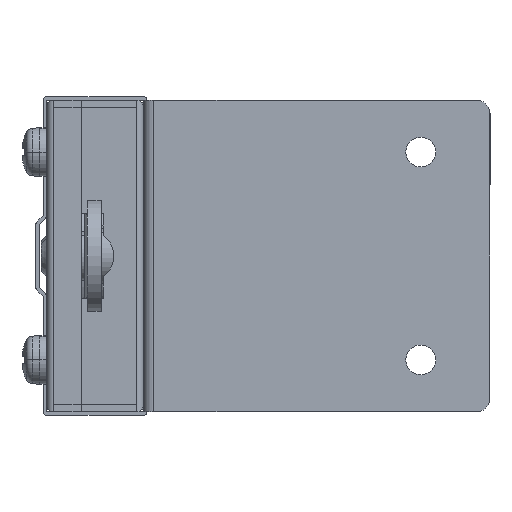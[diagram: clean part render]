
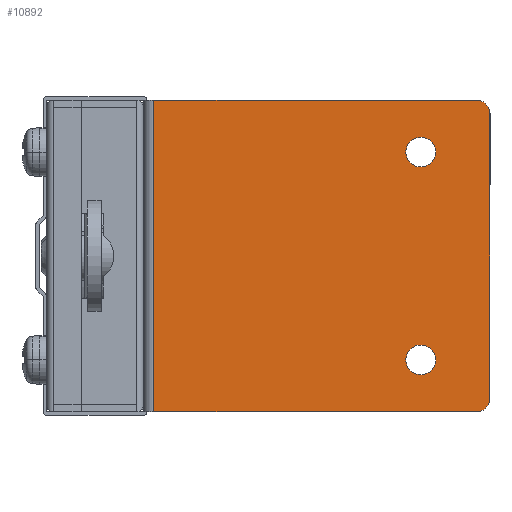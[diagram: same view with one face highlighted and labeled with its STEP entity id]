
A CAD part, left-side view. The second image highlights one B-rep face of the part: STEP entity #10892.
In plain terms, the highlighted face is planar.
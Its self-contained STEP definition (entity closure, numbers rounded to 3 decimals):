
#95 = CARTESIAN_POINT ( 'NONE',  ( 22.5, 0., 11. ) ) ;
#487 = LINE ( 'NONE', #11774, #5564 ) ;
#595 = DIRECTION ( 'NONE',  ( 0., 1., 0. ) ) ;
#653 = ORIENTED_EDGE ( 'NONE', *, *, #13002, .F. ) ;
#670 = CARTESIAN_POINT ( 'NONE',  ( -15., -40., 11. ) ) ;
#679 = FACE_BOUND ( 'NONE', #9496, .T. ) ;
#726 = VERTEX_POINT ( 'NONE', #14062 ) ;
#751 = AXIS2_PLACEMENT_3D ( 'NONE', #8769, #13122, #4213 ) ;
#878 = ORIENTED_EDGE ( 'NONE', *, *, #10753, .T. ) ;
#1306 = LINE ( 'NONE', #95, #3054 ) ;
#1338 = CARTESIAN_POINT ( 'NONE',  ( 12.85, -40., 11. ) ) ;
#1714 = CIRCLE ( 'NONE', #11425, 2.15 ) ;
#1895 = FACE_BOUND ( 'NONE', #2120, .T. ) ;
#2120 = EDGE_LOOP ( 'NONE', ( #13580, #11227 ) ) ;
#2458 = CIRCLE ( 'NONE', #5410, 2. ) ;
#2486 = CARTESIAN_POINT ( 'NONE',  ( 22.5, -50., 11. ) ) ;
#2514 = DIRECTION ( 'NONE',  ( 1., 0., 0. ) ) ;
#2517 = EDGE_CURVE ( 'NONE', #9037, #6033, #12002, .T. ) ;
#2544 = DIRECTION ( 'NONE',  ( 0., -1., 0. ) ) ;
#2713 = VERTEX_POINT ( 'NONE', #12160 ) ;
#2802 = DIRECTION ( 'NONE',  ( 1., 0., 0. ) ) ;
#2822 = EDGE_CURVE ( 'NONE', #8141, #6657, #10112, .T. ) ;
#2950 = EDGE_CURVE ( 'NONE', #6033, #9037, #1714, .T. ) ;
#2957 = AXIS2_PLACEMENT_3D ( 'NONE', #6148, #12916, #8369 ) ;
#3008 = ORIENTED_EDGE ( 'NONE', *, *, #3304, .T. ) ;
#3054 = VECTOR ( 'NONE', #2544, 1000. ) ;
#3248 = DIRECTION ( 'NONE',  ( 1., 0., 0. ) ) ;
#3304 = EDGE_CURVE ( 'NONE', #6657, #2713, #5726, .T. ) ;
#3674 = DIRECTION ( 'NONE',  ( -1., 0., 0. ) ) ;
#3732 = ORIENTED_EDGE ( 'NONE', *, *, #13872, .F. ) ;
#3854 = AXIS2_PLACEMENT_3D ( 'NONE', #13249, #4379, #11171 ) ;
#3926 = DIRECTION ( 'NONE',  ( 0., 0., 1. ) ) ;
#3993 = CARTESIAN_POINT ( 'NONE',  ( 22.5, -48., 11. ) ) ;
#4023 = EDGE_LOOP ( 'NONE', ( #653, #878, #8937, #3008, #3732, #7340 ) ) ;
#4213 = DIRECTION ( 'NONE',  ( 0., 1., 0. ) ) ;
#4379 = DIRECTION ( 'NONE',  ( 0., 0., 1. ) ) ;
#5084 = DIRECTION ( 'NONE',  ( -1., 0., 0. ) ) ;
#5410 = AXIS2_PLACEMENT_3D ( 'NONE', #13852, #3926, #595 ) ;
#5564 = VECTOR ( 'NONE', #5084, 1000. ) ;
#5726 = CIRCLE ( 'NONE', #3854, 2. ) ;
#5847 = CARTESIAN_POINT ( 'NONE',  ( -15., -40., 11. ) ) ;
#6033 = VERTEX_POINT ( 'NONE', #7733 ) ;
#6148 = CARTESIAN_POINT ( 'NONE',  ( 15., -40., 11. ) ) ;
#6220 = PLANE ( 'NONE',  #751 ) ;
#6417 = EDGE_CURVE ( 'NONE', #8592, #9877, #8802, .T. ) ;
#6515 = VERTEX_POINT ( 'NONE', #13064 ) ;
#6517 = ORIENTED_EDGE ( 'NONE', *, *, #2517, .F. ) ;
#6575 = CARTESIAN_POINT ( 'NONE',  ( 15., -40., 11. ) ) ;
#6657 = VERTEX_POINT ( 'NONE', #11283 ) ;
#6667 = DIRECTION ( 'NONE',  ( 0., 0., 1. ) ) ;
#6894 = CARTESIAN_POINT ( 'NONE',  ( -12.85, -40., 11. ) ) ;
#7119 = VECTOR ( 'NONE', #11239, 1000. ) ;
#7340 = ORIENTED_EDGE ( 'NONE', *, *, #9215, .T. ) ;
#7733 = CARTESIAN_POINT ( 'NONE',  ( -17.15, -40., 11. ) ) ;
#7776 = VECTOR ( 'NONE', #3674, 1000. ) ;
#7982 = AXIS2_PLACEMENT_3D ( 'NONE', #670, #10599, #2802 ) ;
#8141 = VERTEX_POINT ( 'NONE', #12926 ) ;
#8369 = DIRECTION ( 'NONE',  ( 1., 0., 0. ) ) ;
#8592 = VERTEX_POINT ( 'NONE', #1338 ) ;
#8613 = VERTEX_POINT ( 'NONE', #3993 ) ;
#8769 = CARTESIAN_POINT ( 'NONE',  ( 22.5, 0., 11. ) ) ;
#8802 = CIRCLE ( 'NONE', #2957, 2.15 ) ;
#8937 = ORIENTED_EDGE ( 'NONE', *, *, #2822, .T. ) ;
#9037 = VERTEX_POINT ( 'NONE', #6894 ) ;
#9215 = EDGE_CURVE ( 'NONE', #726, #8613, #2458, .T. ) ;
#9496 = EDGE_LOOP ( 'NONE', ( #6517, #12005 ) ) ;
#9877 = VERTEX_POINT ( 'NONE', #13549 ) ;
#10112 = LINE ( 'NONE', #13511, #7119 ) ;
#10421 = DIRECTION ( 'NONE',  ( 0., 0., 1. ) ) ;
#10439 = EDGE_CURVE ( 'NONE', #9877, #8592, #13069, .T. ) ;
#10599 = DIRECTION ( 'NONE',  ( 0., 0., 1. ) ) ;
#10753 = EDGE_CURVE ( 'NONE', #6515, #8141, #487, .T. ) ;
#10892 = ADVANCED_FACE ( 'NONE', ( #1895, #679, #11503 ), #6220, .F. ) ;
#11171 = DIRECTION ( 'NONE',  ( 0., 1., 0. ) ) ;
#11227 = ORIENTED_EDGE ( 'NONE', *, *, #6417, .F. ) ;
#11239 = DIRECTION ( 'NONE',  ( 0., -1., 0. ) ) ;
#11242 = AXIS2_PLACEMENT_3D ( 'NONE', #6575, #6667, #3248 ) ;
#11283 = CARTESIAN_POINT ( 'NONE',  ( -22.5, -48., 11. ) ) ;
#11425 = AXIS2_PLACEMENT_3D ( 'NONE', #5847, #10421, #2514 ) ;
#11503 = FACE_OUTER_BOUND ( 'NONE', #4023, .T. ) ;
#11774 = CARTESIAN_POINT ( 'NONE',  ( 22.5, -1.5, 11. ) ) ;
#12002 = CIRCLE ( 'NONE', #7982, 2.15 ) ;
#12005 = ORIENTED_EDGE ( 'NONE', *, *, #2950, .F. ) ;
#12160 = CARTESIAN_POINT ( 'NONE',  ( -20.5, -50., 11. ) ) ;
#12916 = DIRECTION ( 'NONE',  ( 0., 0., 1. ) ) ;
#12926 = CARTESIAN_POINT ( 'NONE',  ( -22.5, -1.5, 11. ) ) ;
#13002 = EDGE_CURVE ( 'NONE', #6515, #8613, #1306, .T. ) ;
#13064 = CARTESIAN_POINT ( 'NONE',  ( 22.5, -1.5, 11. ) ) ;
#13069 = CIRCLE ( 'NONE', #11242, 2.15 ) ;
#13122 = DIRECTION ( 'NONE',  ( 0., 0., -1. ) ) ;
#13249 = CARTESIAN_POINT ( 'NONE',  ( -20.5, -48., 11. ) ) ;
#13511 = CARTESIAN_POINT ( 'NONE',  ( -22.5, 0., 11. ) ) ;
#13549 = CARTESIAN_POINT ( 'NONE',  ( 17.15, -40., 11. ) ) ;
#13580 = ORIENTED_EDGE ( 'NONE', *, *, #10439, .F. ) ;
#13680 = LINE ( 'NONE', #2486, #7776 ) ;
#13852 = CARTESIAN_POINT ( 'NONE',  ( 20.5, -48., 11. ) ) ;
#13872 = EDGE_CURVE ( 'NONE', #726, #2713, #13680, .T. ) ;
#14062 = CARTESIAN_POINT ( 'NONE',  ( 20.5, -50., 11. ) ) ;
